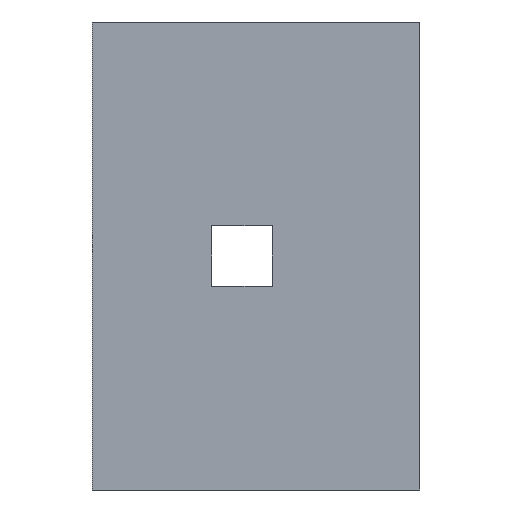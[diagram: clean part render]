
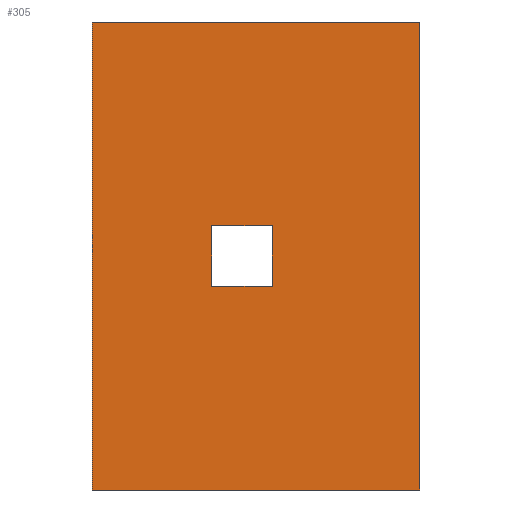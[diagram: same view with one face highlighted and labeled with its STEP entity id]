
A CAD part, front view. The second image highlights one B-rep face of the part: STEP entity #305.
In plain terms, the highlighted planar face has unit normal (0, -1, 0).
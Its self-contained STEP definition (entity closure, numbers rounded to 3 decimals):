
#15=FACE_BOUND('',#34,.T.);
#17=FACE_OUTER_BOUND('',#33,.T.);
#33=EDGE_LOOP('',(#205,#206,#207,#208));
#34=EDGE_LOOP('',(#209,#210,#211,#212));
#51=LINE('',#431,#93);
#52=LINE('',#433,#94);
#53=LINE('',#435,#95);
#54=LINE('',#436,#96);
#55=LINE('',#439,#97);
#56=LINE('',#441,#98);
#57=LINE('',#443,#99);
#58=LINE('',#444,#100);
#93=VECTOR('',#355,10.);
#94=VECTOR('',#356,10.);
#95=VECTOR('',#357,10.);
#96=VECTOR('',#358,10.);
#97=VECTOR('',#359,10.);
#98=VECTOR('',#360,10.);
#99=VECTOR('',#361,10.);
#100=VECTOR('',#362,10.);
#135=VERTEX_POINT('',#429);
#136=VERTEX_POINT('',#430);
#137=VERTEX_POINT('',#432);
#138=VERTEX_POINT('',#434);
#139=VERTEX_POINT('',#437);
#140=VERTEX_POINT('',#438);
#141=VERTEX_POINT('',#440);
#142=VERTEX_POINT('',#442);
#163=EDGE_CURVE('',#135,#136,#51,.T.);
#164=EDGE_CURVE('',#137,#135,#52,.T.);
#165=EDGE_CURVE('',#138,#137,#53,.T.);
#166=EDGE_CURVE('',#136,#138,#54,.T.);
#167=EDGE_CURVE('',#139,#140,#55,.T.);
#168=EDGE_CURVE('',#140,#141,#56,.T.);
#169=EDGE_CURVE('',#141,#142,#57,.T.);
#170=EDGE_CURVE('',#142,#139,#58,.T.);
#205=ORIENTED_EDGE('',*,*,#163,.F.);
#206=ORIENTED_EDGE('',*,*,#164,.F.);
#207=ORIENTED_EDGE('',*,*,#165,.F.);
#208=ORIENTED_EDGE('',*,*,#166,.F.);
#209=ORIENTED_EDGE('',*,*,#167,.T.);
#210=ORIENTED_EDGE('',*,*,#168,.T.);
#211=ORIENTED_EDGE('',*,*,#169,.T.);
#212=ORIENTED_EDGE('',*,*,#170,.T.);
#289=PLANE('',#335);
#305=ADVANCED_FACE('',(#17,#15),#289,.F.);
#335=AXIS2_PLACEMENT_3D('',#428,#353,#354);
#353=DIRECTION('center_axis',(0.,1.,0.));
#354=DIRECTION('ref_axis',(1.,0.,0.));
#355=DIRECTION('',(1.,0.,0.));
#356=DIRECTION('',(0.,0.,1.));
#357=DIRECTION('',(-1.,0.,0.));
#358=DIRECTION('',(0.,0.,-1.));
#359=DIRECTION('',(0.,0.,1.));
#360=DIRECTION('',(1.,0.,0.));
#361=DIRECTION('',(0.,0.,-1.));
#362=DIRECTION('',(-1.,0.,0.));
#428=CARTESIAN_POINT('Origin',(6.,1.,25.));
#429=CARTESIAN_POINT('',(-10.,1.,50.));
#430=CARTESIAN_POINT('',(25.,1.,50.));
#431=CARTESIAN_POINT('',(3.,1.,50.));
#432=CARTESIAN_POINT('',(-10.,1.,0.));
#433=CARTESIAN_POINT('',(-10.,1.,25.));
#434=CARTESIAN_POINT('',(25.,1.,0.));
#435=CARTESIAN_POINT('',(9.,1.,0.));
#436=CARTESIAN_POINT('',(25.,1.,25.));
#437=CARTESIAN_POINT('',(2.75,1.,21.75));
#438=CARTESIAN_POINT('',(2.75,1.,28.25));
#439=CARTESIAN_POINT('',(2.75,1.,25.));
#440=CARTESIAN_POINT('',(9.25,1.,28.25));
#441=CARTESIAN_POINT('',(6.,1.,28.25));
#442=CARTESIAN_POINT('',(9.25,1.,21.75));
#443=CARTESIAN_POINT('',(9.25,1.,25.));
#444=CARTESIAN_POINT('',(6.,1.,21.75));
